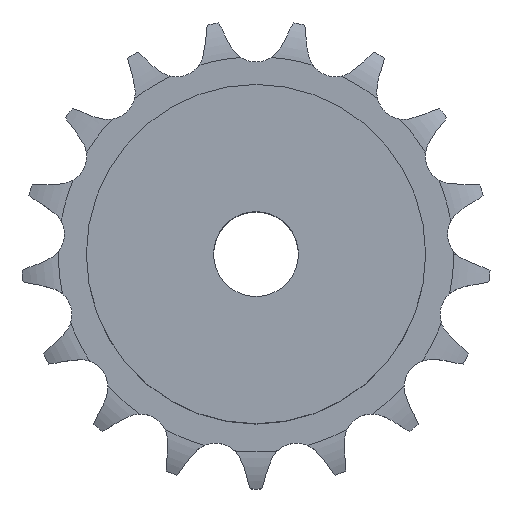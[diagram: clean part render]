
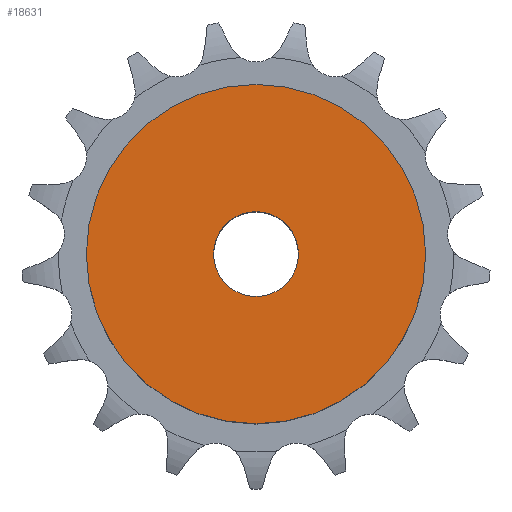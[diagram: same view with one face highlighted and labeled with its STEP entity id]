
A CAD part, top view. The second image highlights one B-rep face of the part: STEP entity #18631.
In plain terms, the highlighted planar face has unit normal (0, 0, 1).
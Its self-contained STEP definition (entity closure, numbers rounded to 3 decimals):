
#2622 = CYLINDRICAL_SURFACE('',#2623,20.);
#2623 = AXIS2_PLACEMENT_3D('',#2624,#2625,#2626);
#2624 = CARTESIAN_POINT('',(0.,0.,0.));
#2625 = DIRECTION('',(-0.,-0.,-1.));
#2626 = DIRECTION('',(1.,0.,0.));
#12052 = VERTEX_POINT('',#12053);
#12053 = CARTESIAN_POINT('',(20.,0.,28.));
#12074 = EDGE_CURVE('',#12052,#12052,#12075,.T.);
#12075 = SURFACE_CURVE('',#12076,(#12081,#12088),.PCURVE_S1.);
#12076 = CIRCLE('',#12077,20.);
#12077 = AXIS2_PLACEMENT_3D('',#12078,#12079,#12080);
#12078 = CARTESIAN_POINT('',(0.,0.,28.));
#12079 = DIRECTION('',(0.,0.,1.));
#12080 = DIRECTION('',(1.,0.,0.));
#12081 = PCURVE('',#2622,#12082);
#12082 = DEFINITIONAL_REPRESENTATION('',(#12083),#12087);
#12083 = LINE('',#12084,#12085);
#12084 = CARTESIAN_POINT('',(-0.,-28.));
#12085 = VECTOR('',#12086,1.);
#12086 = DIRECTION('',(-1.,0.));
#12087 = ( GEOMETRIC_REPRESENTATION_CONTEXT(2) 
PARAMETRIC_REPRESENTATION_CONTEXT() REPRESENTATION_CONTEXT('2D SPACE',''
  ) );
#12088 = PCURVE('',#12089,#12094);
#12089 = PLANE('',#12090);
#12090 = AXIS2_PLACEMENT_3D('',#12091,#12092,#12093);
#12091 = CARTESIAN_POINT('',(0.,0.,28.)
  );
#12092 = DIRECTION('',(0.,0.,1.));
#12093 = DIRECTION('',(1.,0.,0.));
#12094 = DEFINITIONAL_REPRESENTATION('',(#12095),#12099);
#12095 = CIRCLE('',#12096,20.);
#12096 = AXIS2_PLACEMENT_2D('',#12097,#12098);
#12097 = CARTESIAN_POINT('',(0.,0.));
#12098 = DIRECTION('',(1.,0.));
#12099 = ( GEOMETRIC_REPRESENTATION_CONTEXT(2) 
PARAMETRIC_REPRESENTATION_CONTEXT() REPRESENTATION_CONTEXT('2D SPACE',''
  ) );
#15916 = CYLINDRICAL_SURFACE('',#15917,5.);
#15917 = AXIS2_PLACEMENT_3D('',#15918,#15919,#15920);
#15918 = CARTESIAN_POINT('',(0.,0.,91.718));
#15919 = DIRECTION('',(0.,0.,1.));
#15920 = DIRECTION('',(1.,0.,0.));
#18631 = ADVANCED_FACE('',(#18632,#18635),#12089,.T.);
#18632 = FACE_BOUND('',#18633,.T.);
#18633 = EDGE_LOOP('',(#18634));
#18634 = ORIENTED_EDGE('',*,*,#12074,.T.);
#18635 = FACE_BOUND('',#18636,.T.);
#18636 = EDGE_LOOP('',(#18637));
#18637 = ORIENTED_EDGE('',*,*,#18638,.F.);
#18638 = EDGE_CURVE('',#18639,#18639,#18641,.T.);
#18639 = VERTEX_POINT('',#18640);
#18640 = CARTESIAN_POINT('',(5.,0.,28.));
#18641 = SURFACE_CURVE('',#18642,(#18647,#18654),.PCURVE_S1.);
#18642 = CIRCLE('',#18643,5.);
#18643 = AXIS2_PLACEMENT_3D('',#18644,#18645,#18646);
#18644 = CARTESIAN_POINT('',(0.,0.,28.));
#18645 = DIRECTION('',(0.,0.,1.));
#18646 = DIRECTION('',(1.,0.,0.));
#18647 = PCURVE('',#12089,#18648);
#18648 = DEFINITIONAL_REPRESENTATION('',(#18649),#18653);
#18649 = CIRCLE('',#18650,5.);
#18650 = AXIS2_PLACEMENT_2D('',#18651,#18652);
#18651 = CARTESIAN_POINT('',(0.,0.));
#18652 = DIRECTION('',(1.,0.));
#18653 = ( GEOMETRIC_REPRESENTATION_CONTEXT(2) 
PARAMETRIC_REPRESENTATION_CONTEXT() REPRESENTATION_CONTEXT('2D SPACE',''
  ) );
#18654 = PCURVE('',#15916,#18655);
#18655 = DEFINITIONAL_REPRESENTATION('',(#18656),#18660);
#18656 = LINE('',#18657,#18658);
#18657 = CARTESIAN_POINT('',(0.,-63.718));
#18658 = VECTOR('',#18659,1.);
#18659 = DIRECTION('',(1.,0.));
#18660 = ( GEOMETRIC_REPRESENTATION_CONTEXT(2) 
PARAMETRIC_REPRESENTATION_CONTEXT() REPRESENTATION_CONTEXT('2D SPACE',''
  ) );
